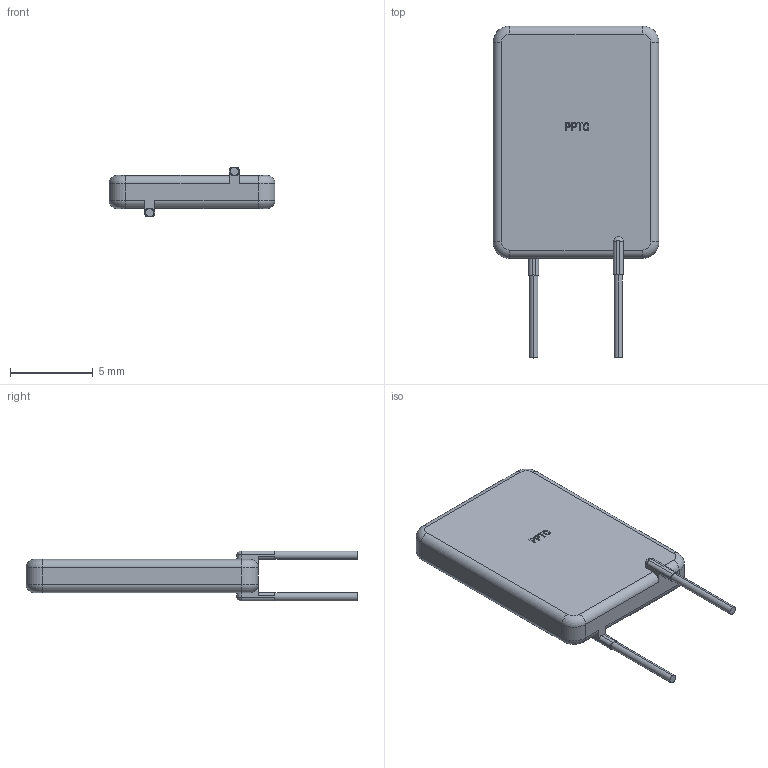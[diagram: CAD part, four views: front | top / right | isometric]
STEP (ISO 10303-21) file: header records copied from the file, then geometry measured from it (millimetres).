
FILE_DESCRIPTION (( 'STEP AP214' ), '1' );
FILE_NAME ('PPTC-P5.1-W10.STEP', '2023-08-31T08:06:16', ( '' ), ( '' ), 'SwSTEP 2.0', 'SolidWorks 2020', '' );
FILE_SCHEMA (( 'AUTOMOTIVE_DESIGN' ));
Length unit declared in the file: millimetre
Products named in the file (1): PPTC-P5.1-W10
Bounding box: 10 x 20 x 3 mm (x, y, z)
Volume: 276.6 mm3; surface area: 373.6 mm2
Topology: 1 solids, 1 shells, 106 faces, 266 edges, 168 vertices
Faces by surface type: plane 52, cylinder 28, bspline 16, torus 10
Entity records: 5388 total; most frequent: CARTESIAN_POINT 1709, ORIENTED_EDGE 532, DIRECTION 482, EDGE_CURVE 266, LINE 168, VERTEX_POINT 168, VECTOR 168, AXIS2_PLACEMENT_3D 157
